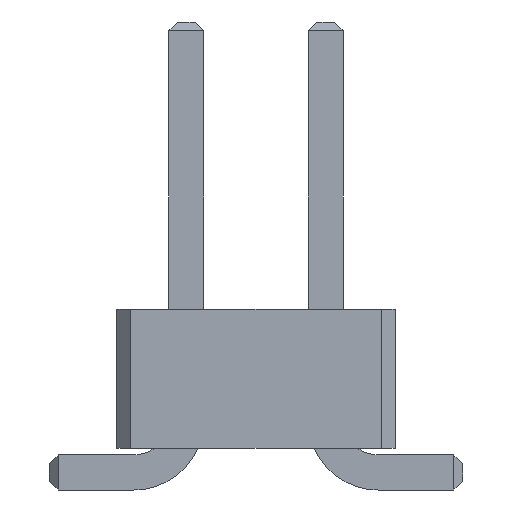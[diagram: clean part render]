
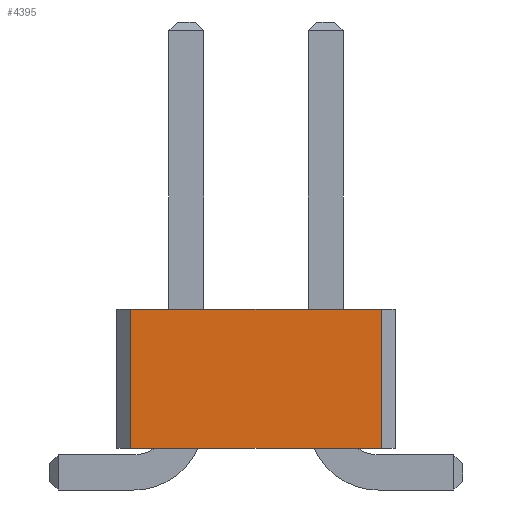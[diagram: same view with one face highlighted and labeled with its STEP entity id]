
A CAD part, front view. The second image highlights one B-rep face of the part: STEP entity #4395.
In plain terms, the highlighted planar face has unit normal (0, -1, 0).
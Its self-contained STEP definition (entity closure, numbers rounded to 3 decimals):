
#383 = VERTEX_POINT('',#384);
#384 = CARTESIAN_POINT('',(2.286,-16.51,0.76));
#390 = EDGE_CURVE('',#391,#383,#393,.T.);
#391 = VERTEX_POINT('',#392);
#392 = CARTESIAN_POINT('',(-2.286,-16.51,0.76));
#393 = LINE('',#394,#395);
#394 = CARTESIAN_POINT('',(-2.54,-16.51,0.76));
#395 = VECTOR('',#396,1.);
#396 = DIRECTION('',(1.,0.,0.));
#1931 = VERTEX_POINT('',#1932);
#1932 = CARTESIAN_POINT('',(-2.286,-16.51,3.3));
#1938 = EDGE_CURVE('',#1931,#1939,#1941,.T.);
#1939 = VERTEX_POINT('',#1940);
#1940 = CARTESIAN_POINT('',(2.286,-16.51,3.3));
#1941 = LINE('',#1942,#1943);
#1942 = CARTESIAN_POINT('',(-2.54,-16.51,3.3));
#1943 = VECTOR('',#1944,1.);
#1944 = DIRECTION('',(1.,0.,0.));
#4385 = EDGE_CURVE('',#391,#1931,#4386,.T.);
#4386 = LINE('',#4387,#4388);
#4387 = CARTESIAN_POINT('',(-2.286,-16.51,0.76));
#4388 = VECTOR('',#4389,1.);
#4389 = DIRECTION('',(0.,0.,1.));
#4395 = ADVANCED_FACE('',(#4396),#4407,.F.);
#4396 = FACE_BOUND('',#4397,.F.);
#4397 = EDGE_LOOP('',(#4398,#4399,#4400,#4401));
#4398 = ORIENTED_EDGE('',*,*,#390,.F.);
#4399 = ORIENTED_EDGE('',*,*,#4385,.T.);
#4400 = ORIENTED_EDGE('',*,*,#1938,.T.);
#4401 = ORIENTED_EDGE('',*,*,#4402,.F.);
#4402 = EDGE_CURVE('',#383,#1939,#4403,.T.);
#4403 = LINE('',#4404,#4405);
#4404 = CARTESIAN_POINT('',(2.286,-16.51,0.76));
#4405 = VECTOR('',#4406,1.);
#4406 = DIRECTION('',(0.,0.,1.));
#4407 = PLANE('',#4408);
#4408 = AXIS2_PLACEMENT_3D('',#4409,#4410,#4411);
#4409 = CARTESIAN_POINT('',(-2.54,-16.51,0.76));
#4410 = DIRECTION('',(0.,1.,0.));
#4411 = DIRECTION('',(1.,0.,0.));
